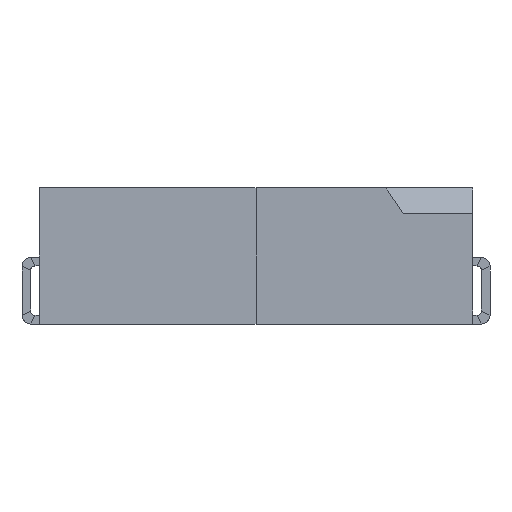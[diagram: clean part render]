
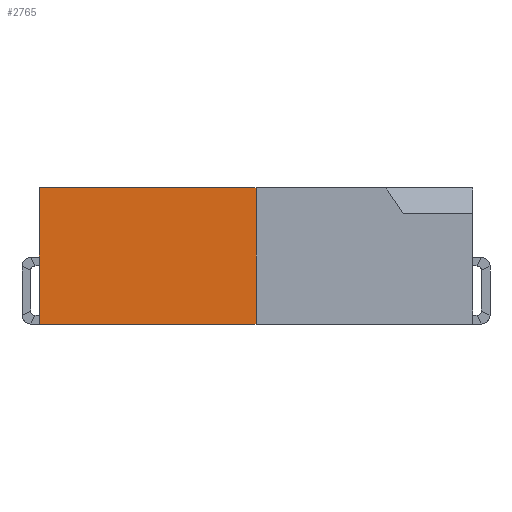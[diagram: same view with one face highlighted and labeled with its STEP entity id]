
A CAD part, front view. The second image highlights one B-rep face of the part: STEP entity #2765.
In plain terms, the highlighted planar face has unit normal (0, -1, 0).
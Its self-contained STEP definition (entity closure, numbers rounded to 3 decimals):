
#2732 = VERTEX_POINT('',#2733);
#2733 = CARTESIAN_POINT('',(0.,-2.5,0.)
  );
#2739 = EDGE_CURVE('',#2732,#2740,#2742,.T.);
#2740 = VERTEX_POINT('',#2741);
#2741 = CARTESIAN_POINT('',(-2.5,-2.5,0.));
#2742 = LINE('',#2743,#2744);
#2743 = CARTESIAN_POINT('',(0.,-2.5,0.)
  );
#2744 = VECTOR('',#2745,1.);
#2745 = DIRECTION('',(-1.,0.,0.));
#2765 = ADVANCED_FACE('',(#2766),#2791,.T.);
#2766 = FACE_BOUND('',#2767,.T.);
#2767 = EDGE_LOOP('',(#2768,#2769,#2777,#2785));
#2768 = ORIENTED_EDGE('',*,*,#2739,.F.);
#2769 = ORIENTED_EDGE('',*,*,#2770,.T.);
#2770 = EDGE_CURVE('',#2732,#2771,#2773,.T.);
#2771 = VERTEX_POINT('',#2772);
#2772 = CARTESIAN_POINT('',(0.,-2.5,
    1.57));
#2773 = LINE('',#2774,#2775);
#2774 = CARTESIAN_POINT('',(0.,-2.5,0.));
#2775 = VECTOR('',#2776,1.);
#2776 = DIRECTION('',(0.,0.,1.));
#2777 = ORIENTED_EDGE('',*,*,#2778,.T.);
#2778 = EDGE_CURVE('',#2771,#2779,#2781,.T.);
#2779 = VERTEX_POINT('',#2780);
#2780 = CARTESIAN_POINT('',(-2.5,-2.5,
    1.57));
#2781 = LINE('',#2782,#2783);
#2782 = CARTESIAN_POINT('',(0.,-2.5,
    1.57));
#2783 = VECTOR('',#2784,1.);
#2784 = DIRECTION('',(-1.,0.,0.));
#2785 = ORIENTED_EDGE('',*,*,#2786,.T.);
#2786 = EDGE_CURVE('',#2779,#2740,#2787,.T.);
#2787 = LINE('',#2788,#2789);
#2788 = CARTESIAN_POINT('',(-2.5,-2.5,
    1.57));
#2789 = VECTOR('',#2790,1.);
#2790 = DIRECTION('',(0.,0.,-1.));
#2791 = PLANE('',#2792);
#2792 = AXIS2_PLACEMENT_3D('',#2793,#2794,#2795);
#2793 = CARTESIAN_POINT('',(-1.25,-2.5,0.));
#2794 = DIRECTION('',(0.,-1.,0.));
#2795 = DIRECTION('',(0.,0.,-1.));
